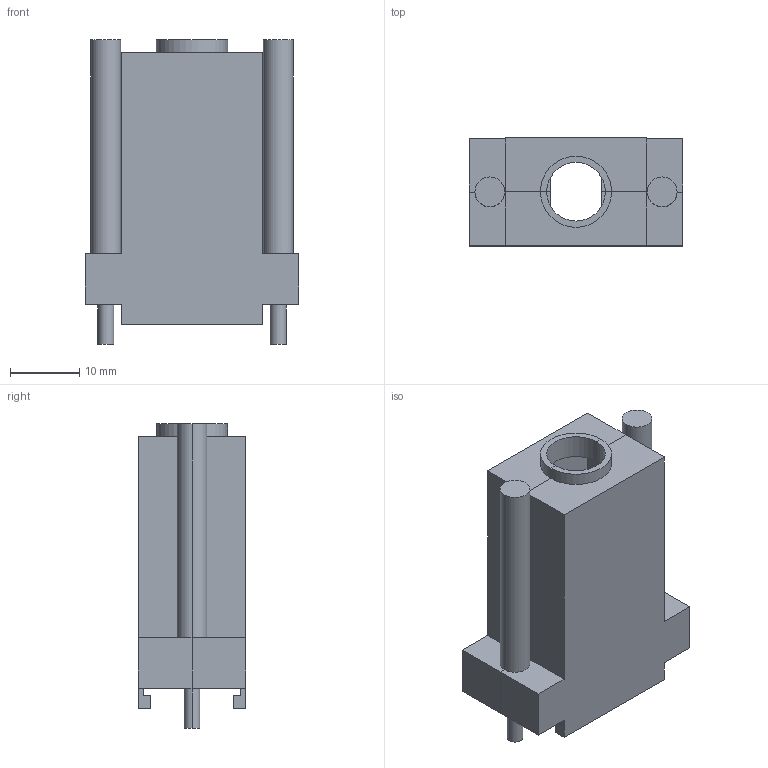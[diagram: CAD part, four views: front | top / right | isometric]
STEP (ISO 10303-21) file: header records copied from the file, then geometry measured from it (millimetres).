
FILE_DESCRIPTION((''),'2;1');
FILE_NAME('908-09-38-XX_ASM','2013-08-26T',('uwe.kadritzke'),(''),'PRO/ENGINEER BY PARAMETRIC TECHNOLOGY CORPORATION, 2005110','PRO/ENGINEER BY PARAMETRIC TECHNOLOGY CORPORATION, 2005110','');
FILE_SCHEMA(('CONFIG_CONTROL_DESIGN'));
Length unit declared in the file: millimetre
Products named in the file (5): BODY_3; BODY_2; BODY_1; BODY_0; 908-09-38-XX_ASM
Assembly tree (4 placements, depth 2):
  908-09-38-XX_ASM
    BODY_3
    BODY_2
    BODY_1
    BODY_0
Bounding box: 31 x 15.6 x 44.1 mm (x, y, z)
Volume: 7310.2 mm3; surface area: 7987.4 mm2
Topology: 4 solids, 4 shells, 110 faces, 300 edges, 200 vertices
Faces by surface type: plane 94, cylinder 16
Entity records: 3575 total; most frequent: CARTESIAN_POINT 619, ORIENTED_EDGE 600, DIRECTION 570, EDGE_CURVE 300, VECTOR 268, LINE 268, VERTEX_POINT 200, AXIS2_PLACEMENT_3D 151
